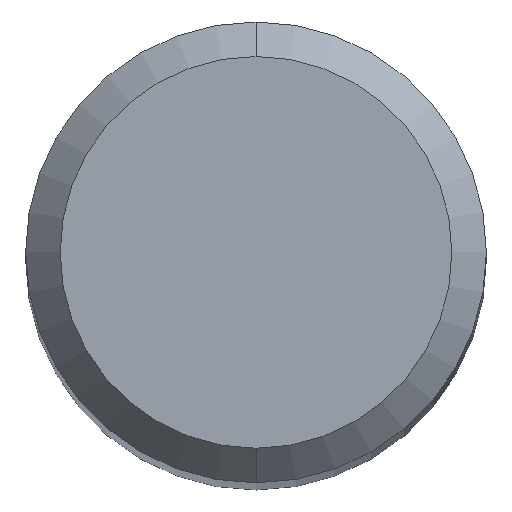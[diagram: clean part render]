
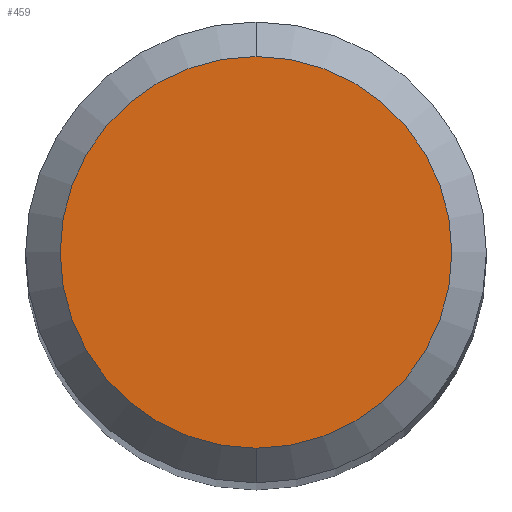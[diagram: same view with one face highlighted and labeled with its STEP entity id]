
A CAD part, top view. The second image highlights one B-rep face of the part: STEP entity #459.
In plain terms, the highlighted planar face has unit normal (0, 0, 1).
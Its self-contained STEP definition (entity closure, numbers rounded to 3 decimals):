
#275=VERTEX_POINT('',#601);
#377=VERTEX_POINT('',#712);
#421=EDGE_CURVE('',#377,#275,#761,.T.);
#427=EDGE_CURVE('',#275,#377,#767,.T.);
#459=ADVANCED_FACE('',(#805),#806,.T.);
#601=CARTESIAN_POINT('',(0.,-1.7,0.0));
#712=CARTESIAN_POINT('',(0.0,1.7,0.0));
#761=CIRCLE('',#1364,1.7);
#767=CIRCLE('',#1370,1.7);
#805=FACE_OUTER_BOUND('',#1452,.T.);
#806=PLANE('',#1453);
#1364=AXIS2_PLACEMENT_3D('',#1760,#1761,#1762);
#1370=AXIS2_PLACEMENT_3D('',#1764,#1765,#1766);
#1452=EDGE_LOOP('',(#1826,#1827));
#1453=AXIS2_PLACEMENT_3D('',#1828,#1829,#1830);
#1760=CARTESIAN_POINT('',(0.0,0.0,0.0));
#1761=DIRECTION('',(0.0,0.0,-1.0));
#1762=DIRECTION('',(0.0,1.0,0.0));
#1764=CARTESIAN_POINT('',(0.0,0.0,0.0));
#1765=DIRECTION('',(0.0,0.0,-1.0));
#1766=DIRECTION('',(0.0,1.0,0.0));
#1826=ORIENTED_EDGE('',*,*,#421,.F.);
#1827=ORIENTED_EDGE('',*,*,#427,.F.);
#1828=CARTESIAN_POINT('',(0.0,0.85,0.0));
#1829=DIRECTION('',(-0.0,0.0,1.0));
#1830=DIRECTION('',(0.0,-1.0,0.0));
